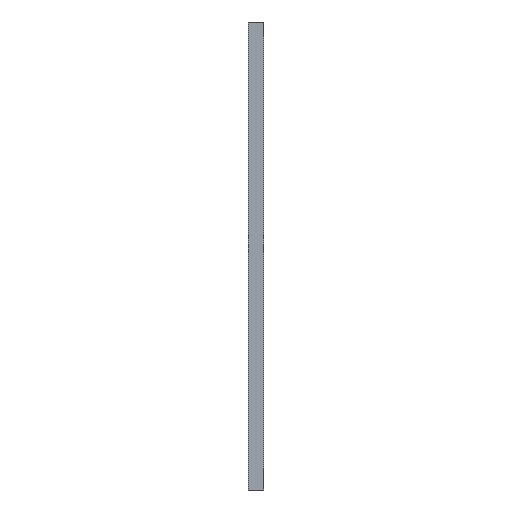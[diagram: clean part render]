
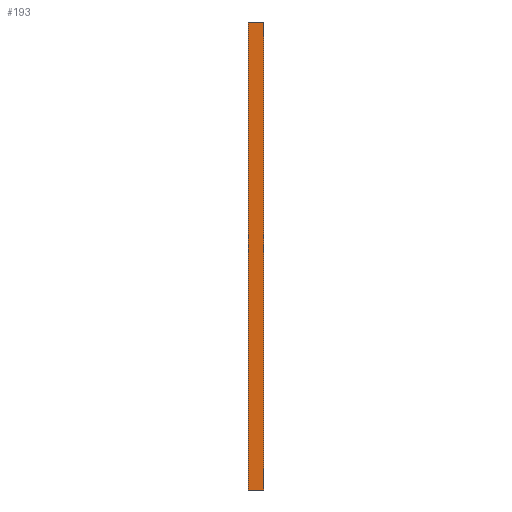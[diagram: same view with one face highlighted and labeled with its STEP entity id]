
A CAD part, left-side view. The second image highlights one B-rep face of the part: STEP entity #193.
In plain terms, the highlighted planar face has unit normal (-1, 0, 0).
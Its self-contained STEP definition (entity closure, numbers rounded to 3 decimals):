
#88 = CARTESIAN_POINT ( 'NONE',  ( 0., 0., -60. ) ) ;
#193 = ADVANCED_FACE ( 'NONE', ( #6135 ), #1865, .F. ) ;
#462 = LINE ( 'NONE', #3849, #2617 ) ;
#540 = ORIENTED_EDGE ( 'NONE', *, *, #5965, .F. ) ;
#586 = CARTESIAN_POINT ( 'NONE',  ( 0., -2., -60. ) ) ;
#820 = ORIENTED_EDGE ( 'NONE', *, *, #5581, .T. ) ;
#943 = CARTESIAN_POINT ( 'NONE',  ( 0., 0., 0. ) ) ;
#1017 = DIRECTION ( 'NONE',  ( 0., 1., 0. ) ) ;
#1865 = PLANE ( 'NONE',  #4643 ) ;
#1984 = DIRECTION ( 'NONE',  ( 0., 0., -1. ) ) ;
#2104 = VERTEX_POINT ( 'NONE', #943 ) ;
#2200 = LINE ( 'NONE', #5998, #3237 ) ;
#2251 = EDGE_CURVE ( 'NONE', #3982, #2104, #5890, .T. ) ;
#2617 = VECTOR ( 'NONE', #1984, 1000. ) ;
#3237 = VECTOR ( 'NONE', #5531, 1000. ) ;
#3253 = ORIENTED_EDGE ( 'NONE', *, *, #3988, .F. ) ;
#3456 = DIRECTION ( 'NONE',  ( 0., 0., -1. ) ) ;
#3623 = VECTOR ( 'NONE', #1017, 1000. ) ;
#3766 = CARTESIAN_POINT ( 'NONE',  ( 0., -2., 0. ) ) ;
#3849 = CARTESIAN_POINT ( 'NONE',  ( 0., 0., 0. ) ) ;
#3898 = CARTESIAN_POINT ( 'NONE',  ( 0., -2., 0. ) ) ;
#3982 = VERTEX_POINT ( 'NONE', #5257 ) ;
#3988 = EDGE_CURVE ( 'NONE', #4418, #4037, #4855, .T. ) ;
#4037 = VERTEX_POINT ( 'NONE', #88 ) ;
#4316 = CARTESIAN_POINT ( 'NONE',  ( 0., -2., -60. ) ) ;
#4356 = EDGE_LOOP ( 'NONE', ( #820, #3253, #540, #4483 ) ) ;
#4418 = VERTEX_POINT ( 'NONE', #4316 ) ;
#4483 = ORIENTED_EDGE ( 'NONE', *, *, #2251, .T. ) ;
#4643 = AXIS2_PLACEMENT_3D ( 'NONE', #3766, #5326, #3456 ) ;
#4855 = LINE ( 'NONE', #586, #3623 ) ;
#5257 = CARTESIAN_POINT ( 'NONE',  ( 0., -2., 0. ) ) ;
#5326 = DIRECTION ( 'NONE',  ( 1., 0., 0. ) ) ;
#5365 = DIRECTION ( 'NONE',  ( 0., 1., 0. ) ) ;
#5452 = VECTOR ( 'NONE', #5365, 1000. ) ;
#5531 = DIRECTION ( 'NONE',  ( 0., 0., -1. ) ) ;
#5581 = EDGE_CURVE ( 'NONE', #2104, #4037, #462, .T. ) ;
#5890 = LINE ( 'NONE', #3898, #5452 ) ;
#5965 = EDGE_CURVE ( 'NONE', #3982, #4418, #2200, .T. ) ;
#5998 = CARTESIAN_POINT ( 'NONE',  ( 0., -2., 0. ) ) ;
#6135 = FACE_OUTER_BOUND ( 'NONE', #4356, .T. ) ;
